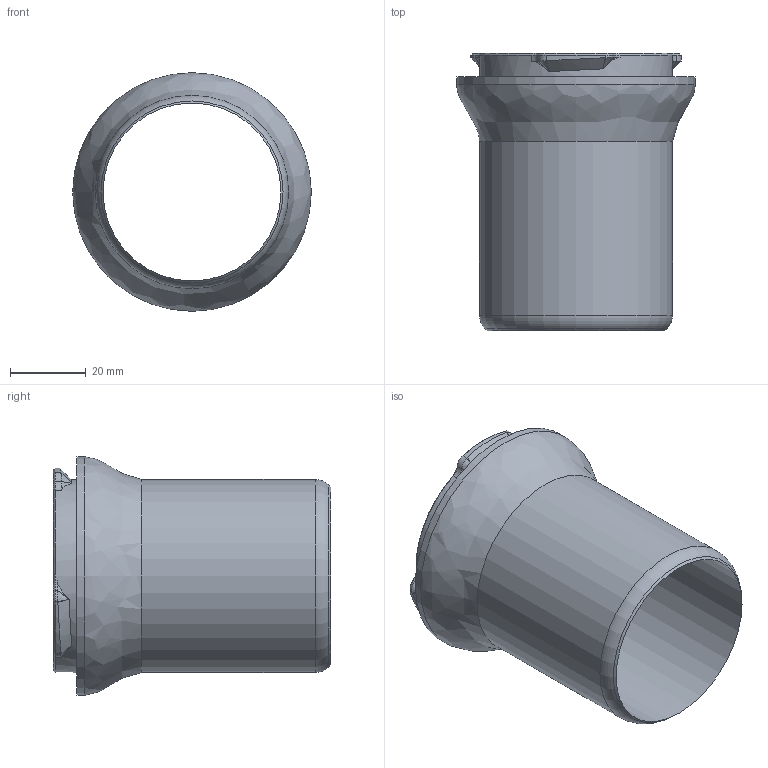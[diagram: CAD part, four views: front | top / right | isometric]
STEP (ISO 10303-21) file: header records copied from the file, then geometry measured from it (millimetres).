
FILE_DESCRIPTION(/* description */ ('','CAx-IF Rec.Pracs.---Representation and Presentation of Product Manufacturing Information (PMI)---4.0---2014-10-13'),/* implementation_level */ '2;1');
FILE_NAME(/* name */ 'BOFA Fume Extraction Adapter.step',/* time_stamp */ '2025-03-24T13:59:54-07:00',/* author */ (''),/* organization */ (''),/* preprocessor_version */ 'ST-DEVELOPER v20',/* originating_system */ 'Autodesk Translation Framework v13.20.0.188',/* authorisation */ '');
FILE_SCHEMA (('AP242_MANAGED_MODEL_BASED_3D_ENGINEERING_MIM_LF { 1 0 10303 442 1 1 4 }'));
Length unit declared in the file: millimetre
Products named in the file (1): Fume Extraction Adapter
Bounding box: 63 x 73.25 x 63 mm (x, y, z)
Volume: 32594.4 mm3; surface area: 24784.5 mm2
Topology: 1 solids, 1 shells, 73 faces, 181 edges, 110 vertices
Faces by surface type: bspline 28, cone 20, cylinder 19, plane 5, torus 1
Full cylindrical faces by diameter (mm): 47 x1, 51 x2, 63 x1
Entity records: 2737 total; most frequent: CARTESIAN_POINT 1138, ORIENTED_EDGE 362, DIRECTION 266, EDGE_CURVE 181, VERTEX_POINT 110, AXIS2_PLACEMENT_3D 100, EDGE_LOOP 75, FACE_OUTER_BOUND 73
